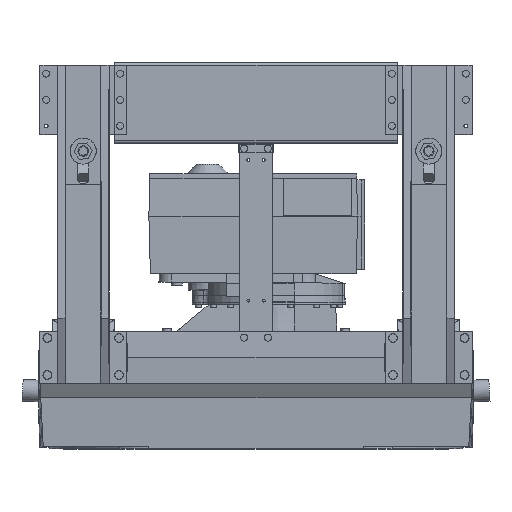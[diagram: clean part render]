
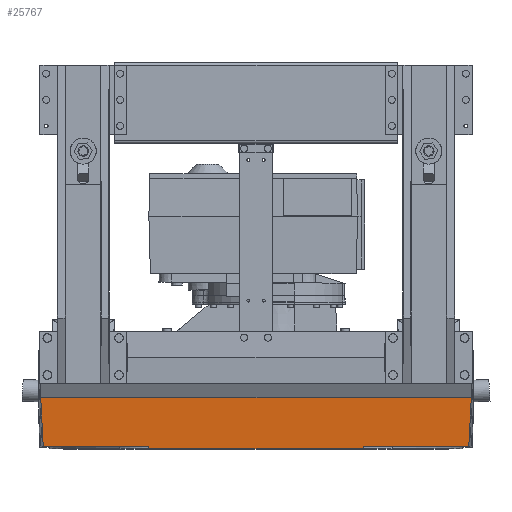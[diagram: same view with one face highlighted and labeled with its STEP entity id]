
A CAD part, top view. The second image highlights one B-rep face of the part: STEP entity #25767.
In plain terms, the highlighted planar face has unit normal (0, -0.052, 0.999).
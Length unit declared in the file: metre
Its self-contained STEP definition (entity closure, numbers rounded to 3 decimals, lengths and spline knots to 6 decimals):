
#503=PLANE('',#27512);
#1710=LINE('',#37521,#4239);
#1716=LINE('',#37546,#4245);
#1926=LINE('',#43005,#4455);
#1927=LINE('',#43007,#4456);
#1928=LINE('',#43008,#4457);
#1929=LINE('',#43009,#4458);
#4239=VECTOR('',#30085,1.);
#4245=VECTOR('',#30105,1.);
#4455=VECTOR('',#30469,1.);
#4456=VECTOR('',#30470,1.);
#4457=VECTOR('',#30471,1.);
#4458=VECTOR('',#30472,1.);
#7045=FACE_OUTER_BOUND('',#8563,.T.);
#8563=EDGE_LOOP('',(#17651,#17652,#17653,#17654,#17655,#17656,#17657,#17658));
#10226=B_SPLINE_CURVE_WITH_KNOTS('',3,(#41676,#41677,#41678,#41679),
 .UNSPECIFIED.,.F.,.F.,(4,4),(0.631797,0.743954),
 .UNSPECIFIED.);
#10234=B_SPLINE_CURVE_WITH_KNOTS('',3,(#41808,#41809,#41810,#41811),
 .UNSPECIFIED.,.F.,.F.,(4,4),(0.619962,0.732119),
 .UNSPECIFIED.);
#11227=VERTEX_POINT('',#37513);
#11228=VERTEX_POINT('',#37520);
#11239=VERTEX_POINT('',#37543);
#11240=VERTEX_POINT('',#37545);
#11349=VERTEX_POINT('',#41675);
#11364=VERTEX_POINT('',#41801);
#11431=VERTEX_POINT('',#43004);
#11432=VERTEX_POINT('',#43006);
#13549=EDGE_CURVE('',#11228,#11227,#1710,.T.);
#13561=EDGE_CURVE('',#11240,#11239,#1716,.T.);
#13714=EDGE_CURVE('',#11240,#11349,#10226,.T.);
#13735=EDGE_CURVE('',#11227,#11364,#10234,.T.);
#13857=EDGE_CURVE('',#11431,#11239,#1926,.T.);
#13858=EDGE_CURVE('',#11431,#11432,#1927,.T.);
#13859=EDGE_CURVE('',#11432,#11228,#1928,.T.);
#13860=EDGE_CURVE('',#11349,#11364,#1929,.T.);
#17651=ORIENTED_EDGE('',*,*,#13857,.F.);
#17652=ORIENTED_EDGE('',*,*,#13858,.T.);
#17653=ORIENTED_EDGE('',*,*,#13859,.T.);
#17654=ORIENTED_EDGE('',*,*,#13549,.T.);
#17655=ORIENTED_EDGE('',*,*,#13735,.T.);
#17656=ORIENTED_EDGE('',*,*,#13860,.F.);
#17657=ORIENTED_EDGE('',*,*,#13714,.F.);
#17658=ORIENTED_EDGE('',*,*,#13561,.T.);
#25767=ADVANCED_FACE('',(#7045),#503,.F.);
#27512=AXIS2_PLACEMENT_3D('',#43003,#30467,#30468);
#30085=DIRECTION('',(1.,0.,0.));
#30105=DIRECTION('',(1.,0.,0.));
#30467=DIRECTION('center_axis',(0.,0.052,-0.999));
#30468=DIRECTION('ref_axis',(0.,-0.999,-0.052));
#30469=DIRECTION('',(0.,0.999,0.052));
#30470=DIRECTION('',(1.,0.,0.));
#30471=DIRECTION('',(0.,0.999,0.052));
#30472=DIRECTION('',(1.,0.,0.));
#37513=CARTESIAN_POINT('',(0.489351,0.455,0.19646));
#37520=CARTESIAN_POINT('',(0.247228,0.455,0.19646));
#37521=CARTESIAN_POINT('',(0.488042,0.455,0.19646));
#37543=CARTESIAN_POINT('',(-0.247144,0.455,0.19646));
#37545=CARTESIAN_POINT('',(-0.489267,0.455,0.19646));
#37546=CARTESIAN_POINT('',(0.488042,0.455,0.19646));
#41675=CARTESIAN_POINT('',(-0.495102,0.566852,0.202322));
#41676=CARTESIAN_POINT('Ctrl Pts',(-0.489267,0.455,0.19646));
#41677=CARTESIAN_POINT('Ctrl Pts',(-0.49121,0.492284,
0.198414));
#41678=CARTESIAN_POINT('Ctrl Pts',(-0.493156,0.529568,
0.200368));
#41679=CARTESIAN_POINT('Ctrl Pts',(-0.495102,0.566852,
0.202322));
#41801=CARTESIAN_POINT('',(0.495187,0.566852,0.202322));
#41808=CARTESIAN_POINT('Ctrl Pts',(0.489351,0.455,0.19646));
#41809=CARTESIAN_POINT('Ctrl Pts',(0.491295,0.492284,
0.198414));
#41810=CARTESIAN_POINT('Ctrl Pts',(0.49324,0.529568,
0.200368));
#41811=CARTESIAN_POINT('Ctrl Pts',(0.495187,0.566852,0.202322));
#43003=CARTESIAN_POINT('Origin',(0.488042,0.455,0.19646));
#43004=CARTESIAN_POINT('',(-0.247144,0.45,0.196198));
#43005=CARTESIAN_POINT('',(-0.247144,0.455,0.19646));
#43006=CARTESIAN_POINT('',(0.247228,0.45,0.196198));
#43007=CARTESIAN_POINT('',(0.488042,0.45,0.196198));
#43008=CARTESIAN_POINT('',(0.247228,0.455,0.19646));
#43009=CARTESIAN_POINT('',(0.488042,0.566852,0.202322));
